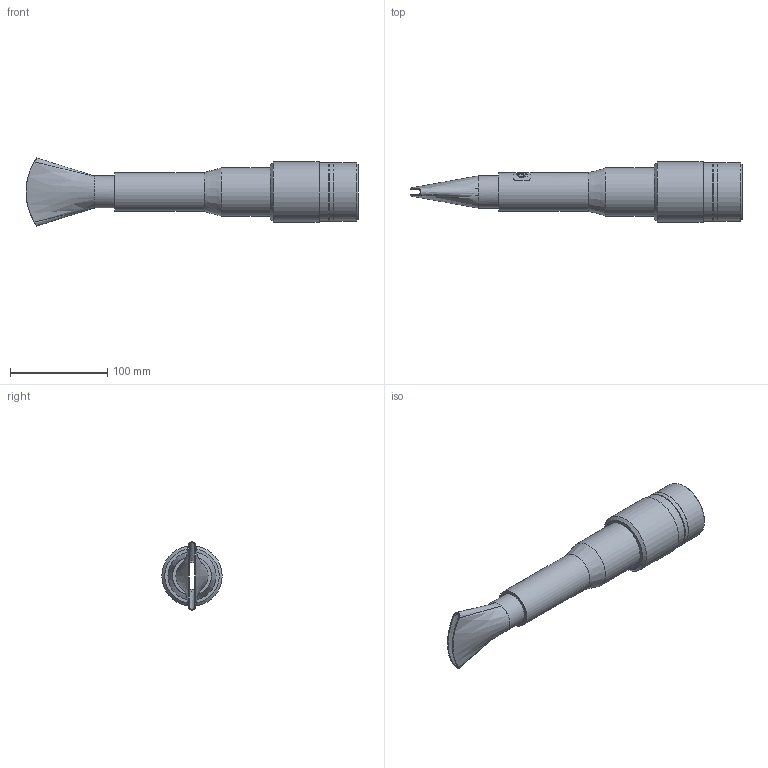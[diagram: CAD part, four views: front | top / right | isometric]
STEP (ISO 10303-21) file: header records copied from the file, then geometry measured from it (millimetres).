
FILE_DESCRIPTION(/* description */ (''),/* implementation_level */ '2;1');
FILE_NAME(/* name */ '50524_Fan jet_mit logo_überprüft.stp',/* time_stamp */ '2014-09-05T08:43:23+02:00',/* author */ ('guzb562'),/* organization */ (''),/* preprocessor_version */ 'ST-DEVELOPER v15.2',/* originating_system */ 'Autodesk Inventor 2014',/* authorisation */ '');
FILE_SCHEMA (('AUTOMOTIVE_DESIGN { 1 0 10303 214 3 1 1 }'));
Length unit declared in the file: millimetre
Products named in the file (1): 50524_Fan jet_mit logo
Bounding box: 341.13 x 62 x 69.99 mm (x, y, z)
Volume: 253010.3 mm3; surface area: 90995.5 mm2
Topology: 1 solids, 1 shells, 247 faces, 657 edges, 434 vertices
Faces by surface type: plane 112, bspline 89, cylinder 39, cone 7
Full cylindrical faces by diameter (mm): 27.3 x1, 28.211 x1, 33 x1, 36.921 x1, 39.991 x1, 48.703 x1, 49.498 x1, 59.611 x1, 59.997 x2, 61.999 x1
Entity records: 11192 total; most frequent: CARTESIAN_POINT 5520, ORIENTED_EDGE 1274, DIRECTION 950, EDGE_CURVE 637, VERTEX_POINT 432, AXIS2_PLACEMENT_3D 353, EDGE_LOOP 297, ADVANCED_FACE 247
